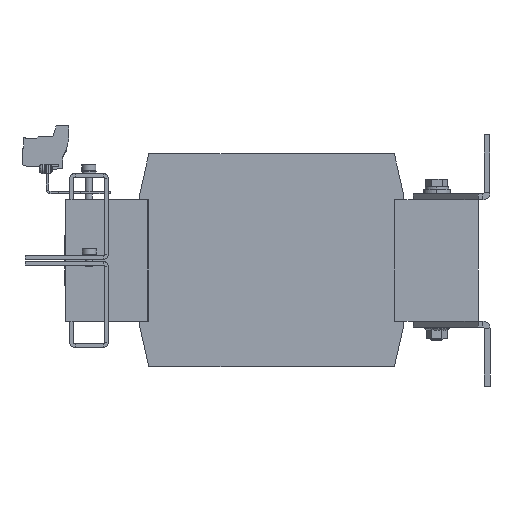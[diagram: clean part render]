
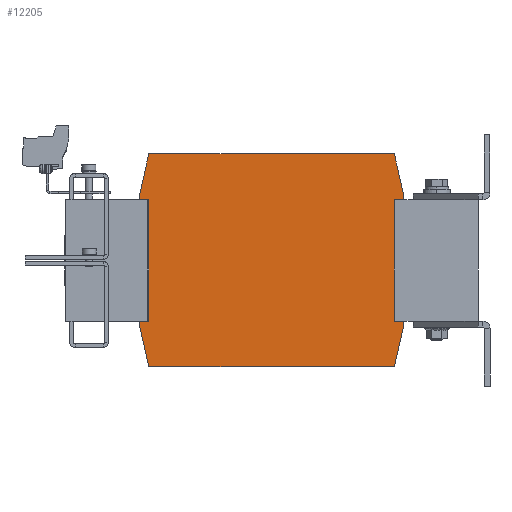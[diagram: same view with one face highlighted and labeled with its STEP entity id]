
A CAD part, left-side view. The second image highlights one B-rep face of the part: STEP entity #12205.
In plain terms, the highlighted planar face has unit normal (-1, 0, 0).
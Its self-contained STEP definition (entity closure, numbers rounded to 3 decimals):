
#18 = DIRECTION ( 'NONE',  ( 0., 0., 1. ) ) ;
#34 = AXIS2_PLACEMENT_3D ( 'NONE', #2149, #16622, #6499 ) ;
#61 = CARTESIAN_POINT ( 'NONE',  ( -233.85, -127.344, 75.301 ) ) ;
#362 = EDGE_CURVE ( 'Defeature ausgef�hrt1_45+Defeature ausgef�hrt1_47+Defeature ausgef�hrt1_44+Defeature ausgef�hrt1_13', #6457, #18472, #917, .T. ) ;
#436 = LINE ( 'NONE', #10360, #11177 ) ;
#598 = VECTOR ( 'NONE', #4006, 1000. ) ;
#696 = ORIENTED_EDGE ( 'NONE', *, *, #4489, .F. ) ;
#917 = LINE ( 'NONE', #7057, #598 ) ;
#1125 = EDGE_CURVE ( 'Defeature ausgef�hrt1_43+Defeature ausgef�hrt1_47+Defeature ausgef�hrt1_42+Defeature ausgef�hrt1_44', #25291, #3872, #18727, .T. ) ;
#1358 = VERTEX_POINT ( 'NONE', #22521 ) ;
#1390 = DIRECTION ( 'NONE',  ( 0., 1., 0. ) ) ;
#1999 = DIRECTION ( 'NONE',  ( 0., -1., 0. ) ) ;
#2087 = CARTESIAN_POINT ( 'NONE',  ( -233.85, 96.656, -31.399 ) ) ;
#2149 = CARTESIAN_POINT ( 'NONE',  ( -233.85, -15.344, 23.801 ) ) ;
#2292 = VERTEX_POINT ( 'NONE', #9118 ) ;
#2587 = EDGE_CURVE ( 'Defeature ausgef�hrt1_38+Defeature ausgef�hrt1_47+Defeature ausgef�hrt1_37+Defeature ausgef�hrt1_39', #26246, #10402, #18741, .T. ) ;
#2870 = CARTESIAN_POINT ( 'NONE',  ( -233.85, -119.344, 114.051 ) ) ;
#3387 = LINE ( 'NONE', #61, #5674 ) ;
#3625 = LINE ( 'NONE', #18428, #17921 ) ;
#3729 = VERTEX_POINT ( 'NONE', #12322 ) ;
#3769 = CARTESIAN_POINT ( 'NONE',  ( -233.85, 88.656, 114.051 ) ) ;
#3872 = VERTEX_POINT ( 'NONE', #5790 ) ;
#4006 = DIRECTION ( 'NONE',  ( 0., 0., 1. ) ) ;
#4125 = CARTESIAN_POINT ( 'NONE',  ( -233.85, 96.656, 75.301 ) ) ;
#4441 = CARTESIAN_POINT ( 'NONE',  ( -233.85, -127.344, 75.301 ) ) ;
#4489 = EDGE_CURVE ( 'Defeature ausgef�hrt1_37+Defeature ausgef�hrt1_47+Defeature ausgef�hrt1_36+Defeature ausgef�hrt1_38', #14768, #26246, #11417, .T. ) ;
#4981 = EDGE_CURVE ( 'Defeature ausgef�hrt1_44+Defeature ausgef�hrt1_47+Defeature ausgef�hrt1_43+Defeature ausgef�hrt1_45', #3872, #6457, #5555, .T. ) ;
#5261 = EDGE_CURVE ( 'Defeature ausgef�hrt1_17+Defeature ausgef�hrt1_47+Defeature ausgef�hrt1_25+Defeature ausgef�hrt1_41', #5820, #3729, #25681, .T. ) ;
#5555 = LINE ( 'NONE', #23894, #15261 ) ;
#5674 = VECTOR ( 'NONE', #26772, 1000. ) ;
#5690 = CARTESIAN_POINT ( 'NONE',  ( -233.85, 96.656, 79.001 ) ) ;
#5790 = CARTESIAN_POINT ( 'NONE',  ( -233.85, 88.656, -66.449 ) ) ;
#5820 = VERTEX_POINT ( 'NONE', #8228 ) ;
#6110 = ORIENTED_EDGE ( 'NONE', *, *, #8819, .F. ) ;
#6185 = DIRECTION ( 'NONE',  ( 0., -0.223, -0.975 ) ) ;
#6457 = VERTEX_POINT ( 'NONE', #2087 ) ;
#6499 = DIRECTION ( 'NONE',  ( 0., 0., -1. ) ) ;
#6743 = VECTOR ( 'NONE', #16805, 1000. ) ;
#6813 = EDGE_CURVE ( 'Defeature ausgef�hrt1_40+Defeature ausgef�hrt1_47+Defeature ausgef�hrt1_39+Defeature ausgef�hrt1_15', #13961, #9840, #3387, .T. ) ;
#7057 = CARTESIAN_POINT ( 'NONE',  ( -233.85, 96.656, -27.699 ) ) ;
#7421 = CARTESIAN_POINT ( 'NONE',  ( -233.85, -119.344, 75.301 ) ) ;
#7827 = EDGE_CURVE ( 'Defeature ausgef�hrt1_42+Defeature ausgef�hrt1_47+Defeature ausgef�hrt1_41+Defeature ausgef�hrt1_43', #1358, #25291, #3625, .T. ) ;
#7904 = DIRECTION ( 'NONE',  ( 0., 0., -1. ) ) ;
#8015 = VECTOR ( 'NONE', #23348, 1000. ) ;
#8072 = CARTESIAN_POINT ( 'NONE',  ( -233.85, -127.344, -27.699 ) ) ;
#8228 = CARTESIAN_POINT ( 'NONE',  ( -233.85, -119.344, -27.699 ) ) ;
#8307 = ORIENTED_EDGE ( 'NONE', *, *, #6813, .F. ) ;
#8500 = CARTESIAN_POINT ( 'NONE',  ( -233.85, -127.344, -31.399 ) ) ;
#8663 = LINE ( 'NONE', #25726, #8015 ) ;
#8819 = EDGE_CURVE ( 'Defeature ausgef�hrt1_12+Defeature ausgef�hrt1_47+Defeature ausgef�hrt1_27+Defeature ausgef�hrt1_36', #2292, #20204, #10384, .T. ) ;
#9118 = CARTESIAN_POINT ( 'NONE',  ( -233.85, 88.656, 75.301 ) ) ;
#9138 = ORIENTED_EDGE ( 'NONE', *, *, #25532, .F. ) ;
#9169 = DIRECTION ( 'NONE',  ( 0., 1., 0. ) ) ;
#9742 = CARTESIAN_POINT ( 'NONE',  ( -233.85, -119.344, -27.699 ) ) ;
#9840 = VERTEX_POINT ( 'NONE', #4441 ) ;
#10067 = VECTOR ( 'NONE', #26441, 1000. ) ;
#10161 = VECTOR ( 'NONE', #7904, 1000. ) ;
#10194 = CARTESIAN_POINT ( 'NONE',  ( -233.85, 88.656, 114.051 ) ) ;
#10269 = CARTESIAN_POINT ( 'NONE',  ( -233.85, 88.656, -27.699 ) ) ;
#10360 = CARTESIAN_POINT ( 'NONE',  ( -233.85, 88.656, 75.301 ) ) ;
#10384 = LINE ( 'NONE', #19813, #22754 ) ;
#10402 = VERTEX_POINT ( 'NONE', #2870 ) ;
#10496 = PLANE ( 'NONE',  #34 ) ;
#10555 = CARTESIAN_POINT ( 'NONE',  ( -233.85, -119.344, 114.051 ) ) ;
#11177 = VECTOR ( 'NONE', #18, 1000. ) ;
#11216 = EDGE_CURVE ( 'Defeature ausgef�hrt1_15+Defeature ausgef�hrt1_47+Defeature ausgef�hrt1_40+Defeature ausgef�hrt1_25', #9840, #13052, #23861, .T. ) ;
#11257 = VERTEX_POINT ( 'NONE', #10269 ) ;
#11417 = LINE ( 'NONE', #10194, #24103 ) ;
#11834 = ORIENTED_EDGE ( 'NONE', *, *, #19641, .F. ) ;
#12205 = ADVANCED_FACE ( 'Defeature ausgef�hrt1_47', ( #20522 ), #10496, .F. ) ;
#12322 = CARTESIAN_POINT ( 'NONE',  ( -233.85, -127.344, -27.699 ) ) ;
#12681 = ORIENTED_EDGE ( 'NONE', *, *, #17799, .F. ) ;
#13052 = VERTEX_POINT ( 'NONE', #7421 ) ;
#13818 = EDGE_CURVE ( 'Defeature ausgef�hrt1_41+Defeature ausgef�hrt1_47+Defeature ausgef�hrt1_17+Defeature ausgef�hrt1_42', #3729, #1358, #25607, .T. ) ;
#13961 = VERTEX_POINT ( 'NONE', #21659 ) ;
#14010 = CARTESIAN_POINT ( 'NONE',  ( -233.85, -119.344, 75.301 ) ) ;
#14450 = CARTESIAN_POINT ( 'NONE',  ( -233.85, -127.344, 79.001 ) ) ;
#14768 = VERTEX_POINT ( 'NONE', #5690 ) ;
#15261 = VECTOR ( 'NONE', #21885, 1000. ) ;
#15652 = EDGE_CURVE ( 'Defeature ausgef�hrt1_13+Defeature ausgef�hrt1_47+Defeature ausgef�hrt1_45+Defeature ausgef�hrt1_27', #18472, #11257, #8663, .T. ) ;
#16141 = CARTESIAN_POINT ( 'NONE',  ( -233.85, 96.656, 79.001 ) ) ;
#16622 = DIRECTION ( 'NONE',  ( 1., 0., 0. ) ) ;
#16779 = ORIENTED_EDGE ( 'NONE', *, *, #21086, .F. ) ;
#16805 = DIRECTION ( 'NONE',  ( 0., 0., -1. ) ) ;
#16808 = ORIENTED_EDGE ( 'NONE', *, *, #13818, .F. ) ;
#17203 = LINE ( 'NONE', #16141, #10067 ) ;
#17799 = EDGE_CURVE ( 'Defeature ausgef�hrt1_25+Defeature ausgef�hrt1_47+Defeature ausgef�hrt1_15+Defeature ausgef�hrt1_17', #13052, #5820, #24460, .T. ) ;
#17921 = VECTOR ( 'NONE', #22366, 1000. ) ;
#18428 = CARTESIAN_POINT ( 'NONE',  ( -233.85, -119.344, -66.449 ) ) ;
#18472 = VERTEX_POINT ( 'NONE', #22705 ) ;
#18508 = VECTOR ( 'NONE', #1999, 1000. ) ;
#18727 = LINE ( 'NONE', #19415, #21661 ) ;
#18741 = LINE ( 'NONE', #10555, #19384 ) ;
#19384 = VECTOR ( 'NONE', #25095, 1000. ) ;
#19415 = CARTESIAN_POINT ( 'NONE',  ( -233.85, 88.656, -66.449 ) ) ;
#19641 = EDGE_CURVE ( 'Defeature ausgef�hrt1_27+Defeature ausgef�hrt1_47+Defeature ausgef�hrt1_13+Defeature ausgef�hrt1_12', #11257, #2292, #436, .T. ) ;
#19807 = ORIENTED_EDGE ( 'NONE', *, *, #4981, .F. ) ;
#19813 = CARTESIAN_POINT ( 'NONE',  ( -233.85, 96.656, 75.301 ) ) ;
#19886 = ORIENTED_EDGE ( 'NONE', *, *, #11216, .F. ) ;
#20204 = VERTEX_POINT ( 'NONE', #4125 ) ;
#20518 = ORIENTED_EDGE ( 'NONE', *, *, #2587, .F. ) ;
#20522 = FACE_OUTER_BOUND ( 'NONE', #20975, .T. ) ;
#20975 = EDGE_LOOP ( 'NONE', ( #6110, #11834, #26182, #25596, #19807, #24474, #23626, #16808, #24622, #12681, #19886, #8307, #16779, #20518, #696, #9138 ) ) ;
#21086 = EDGE_CURVE ( 'Defeature ausgef�hrt1_39+Defeature ausgef�hrt1_47+Defeature ausgef�hrt1_38+Defeature ausgef�hrt1_40', #10402, #13961, #25697, .T. ) ;
#21659 = CARTESIAN_POINT ( 'NONE',  ( -233.85, -127.344, 79.001 ) ) ;
#21661 = VECTOR ( 'NONE', #9169, 1000. ) ;
#21885 = DIRECTION ( 'NONE',  ( 0., 0.223, 0.975 ) ) ;
#21903 = VECTOR ( 'NONE', #1390, 1000. ) ;
#22366 = DIRECTION ( 'NONE',  ( 0., 0.223, -0.975 ) ) ;
#22388 = DIRECTION ( 'NONE',  ( 0., -0.223, 0.975 ) ) ;
#22521 = CARTESIAN_POINT ( 'NONE',  ( -233.85, -127.344, -31.399 ) ) ;
#22705 = CARTESIAN_POINT ( 'NONE',  ( -233.85, 96.656, -27.699 ) ) ;
#22754 = VECTOR ( 'NONE', #25939, 1000. ) ;
#23348 = DIRECTION ( 'NONE',  ( 0., -1., 0. ) ) ;
#23364 = CARTESIAN_POINT ( 'NONE',  ( -233.85, -119.344, -66.449 ) ) ;
#23626 = ORIENTED_EDGE ( 'NONE', *, *, #7827, .F. ) ;
#23861 = LINE ( 'NONE', #14010, #21903 ) ;
#23894 = CARTESIAN_POINT ( 'NONE',  ( -233.85, 96.656, -31.399 ) ) ;
#24062 = VECTOR ( 'NONE', #6185, 1000. ) ;
#24103 = VECTOR ( 'NONE', #22388, 1000. ) ;
#24460 = LINE ( 'NONE', #9742, #10161 ) ;
#24474 = ORIENTED_EDGE ( 'NONE', *, *, #1125, .F. ) ;
#24622 = ORIENTED_EDGE ( 'NONE', *, *, #5261, .F. ) ;
#25095 = DIRECTION ( 'NONE',  ( 0., -1., 0. ) ) ;
#25291 = VERTEX_POINT ( 'NONE', #23364 ) ;
#25532 = EDGE_CURVE ( 'Defeature ausgef�hrt1_36+Defeature ausgef�hrt1_47+Defeature ausgef�hrt1_12+Defeature ausgef�hrt1_37', #20204, #14768, #17203, .T. ) ;
#25596 = ORIENTED_EDGE ( 'NONE', *, *, #362, .F. ) ;
#25607 = LINE ( 'NONE', #8500, #6743 ) ;
#25681 = LINE ( 'NONE', #8072, #18508 ) ;
#25697 = LINE ( 'NONE', #14450, #24062 ) ;
#25726 = CARTESIAN_POINT ( 'NONE',  ( -233.85, 88.656, -27.699 ) ) ;
#25939 = DIRECTION ( 'NONE',  ( 0., 1., 0. ) ) ;
#26182 = ORIENTED_EDGE ( 'NONE', *, *, #15652, .F. ) ;
#26246 = VERTEX_POINT ( 'NONE', #3769 ) ;
#26441 = DIRECTION ( 'NONE',  ( 0., 0., 1. ) ) ;
#26772 = DIRECTION ( 'NONE',  ( 0., 0., -1. ) ) ;
